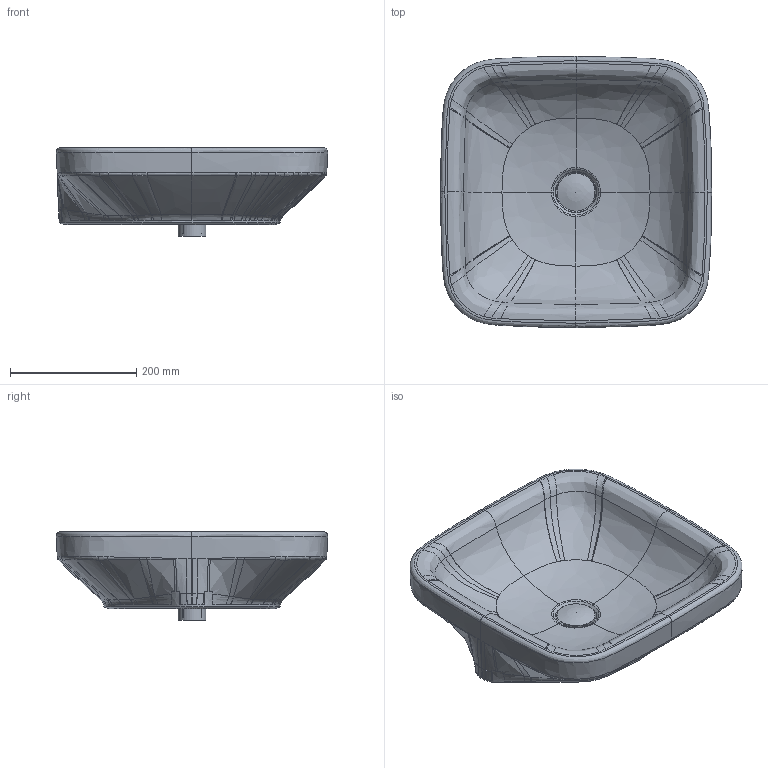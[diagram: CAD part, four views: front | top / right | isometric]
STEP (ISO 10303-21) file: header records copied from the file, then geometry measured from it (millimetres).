
FILE_DESCRIPTION((''),'2;1');
FILE_NAME('034943.stp','2013-05-25T19:52:34',('Administrator'),(''),'Autodesk Inventor 2011','Autodesk Inventor 2011','');
FILE_SCHEMA(('CONFIG_CONTROL_DESIGN'));
Length unit declared in the file: millimetre
Products named in the file (4): 034943; Kelch; Stopfen
Assembly tree (3 placements, depth 2):
  034943
    034943
    Kelch
    Stopfen
Bounding box: 429.49 x 429.49 x 140.66 mm (x, y, z)
Volume: 7459122.8 mm3; surface area: 527563.9 mm2
Topology: 3 solids, 3 shells, 557 faces, 1333 edges, 780 vertices
Faces by surface type: bspline 479, cylinder 35, plane 19, torus 15, cone 9
Full cylindrical faces by diameter (mm): 42 x1, 44 x1, 60 x1
Entity records: 60503 total; most frequent: CARTESIAN_POINT 50007, ORIENTED_EDGE 2626, EDGE_CURVE 1313, DIRECTION 1005, B_SPLINE_CURVE_WITH_KNOTS 828, VERTEX_POINT 775, EDGE_LOOP 574, FACE_OUTER_BOUND 557
